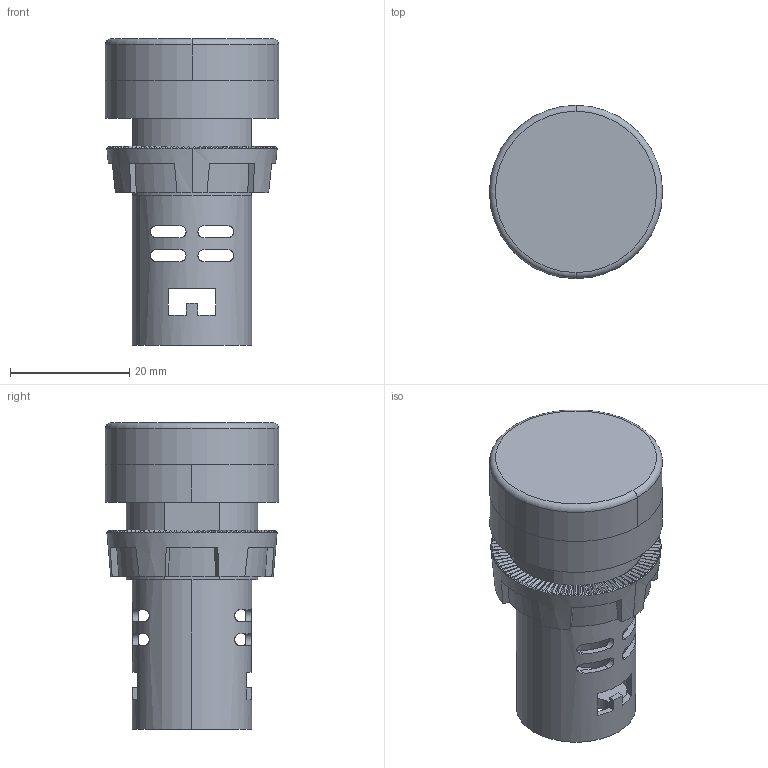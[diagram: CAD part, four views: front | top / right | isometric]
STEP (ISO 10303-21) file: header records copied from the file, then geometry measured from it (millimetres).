
FILE_DESCRIPTION (( 'STEP AP214' ), '1' );
FILE_NAME ('Green panel light assembly.STEP', '2015-05-16T07:43:43', ( '' ), ( '' ), 'SwSTEP 2.0', 'SolidWorks 2014', '' );
FILE_SCHEMA (( 'AUTOMOTIVE_DESIGN' ));
Length unit declared in the file: millimetre
Products named in the file (5): light reflector; light green; light panel; light nut; Green panel light assembly
Assembly tree (4 placements, depth 2):
  Green panel light assembly
    light panel
    light green
    light nut
    light reflector
Bounding box: 29 x 29 x 51.3 mm (x, y, z)
Volume: 9221.3 mm3; surface area: 14016.1 mm2
Topology: 4 solids, 4 shells, 577 faces, 1317 edges, 754 vertices
Faces by surface type: plane 341, cone 190, cylinder 42, torus 4
Entity records: 17079 total; most frequent: CARTESIAN_POINT 4387, ORIENTED_EDGE 2634, DIRECTION 2565, EDGE_CURVE 1317, AXIS2_PLACEMENT_3D 1084, VERTEX_POINT 754, EDGE_LOOP 607, ADVANCED_FACE 577
